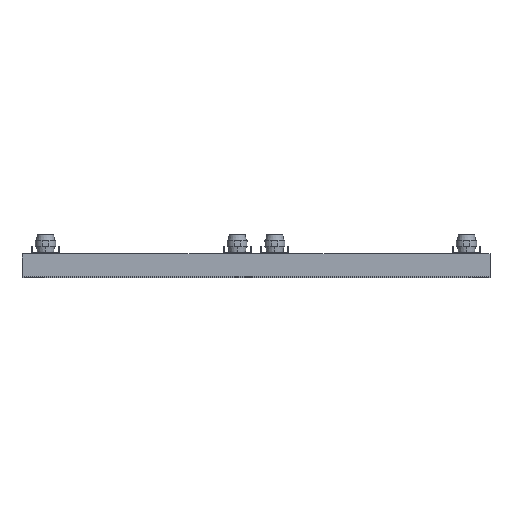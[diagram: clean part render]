
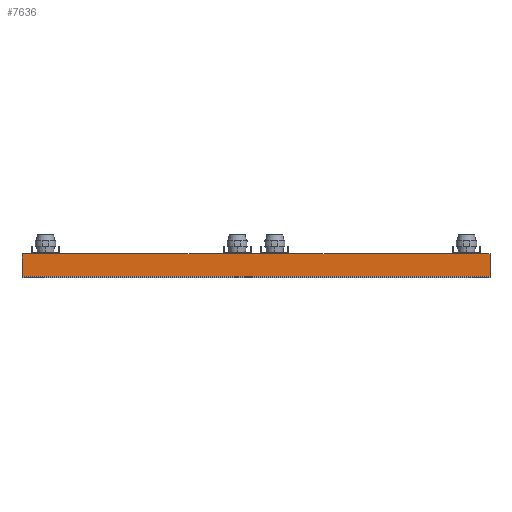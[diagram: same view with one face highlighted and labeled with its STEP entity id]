
A CAD part, top view. The second image highlights one B-rep face of the part: STEP entity #7636.
In plain terms, the highlighted planar face has unit normal (0, 0, 1).
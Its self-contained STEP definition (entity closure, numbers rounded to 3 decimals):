
#23 = LINE ( 'NONE', #12792, #7562 ) ;
#508 = CARTESIAN_POINT ( 'NONE',  ( 50., 2., -24. ) ) ;
#634 = DIRECTION ( 'NONE',  ( 1., 0., 0. ) ) ;
#673 = DIRECTION ( 'NONE',  ( 1., 0., 0. ) ) ;
#804 = VERTEX_POINT ( 'NONE', #11021 ) ;
#1137 = EDGE_CURVE ( 'NONE', #6083, #12614, #11368, .T. ) ;
#1326 = LINE ( 'NONE', #9022, #11463 ) ;
#1355 = ORIENTED_EDGE ( 'NONE', *, *, #4229, .F. ) ;
#1416 = ORIENTED_EDGE ( 'NONE', *, *, #11057, .F. ) ;
#1510 = VERTEX_POINT ( 'NONE', #10149 ) ;
#1532 = LINE ( 'NONE', #10674, #4305 ) ;
#1600 = CARTESIAN_POINT ( 'NONE',  ( 1046., 2., -24. ) ) ;
#1911 = DIRECTION ( 'NONE',  ( 1., 0., 0. ) ) ;
#1997 = VECTOR ( 'NONE', #2641, 1000. ) ;
#2058 = EDGE_CURVE ( 'NONE', #6568, #1510, #13078, .T. ) ;
#2273 = DIRECTION ( 'NONE',  ( 1., 0., 0. ) ) ;
#2402 = VERTEX_POINT ( 'NONE', #4287 ) ;
#2467 = DIRECTION ( 'NONE',  ( 1., 0., 0. ) ) ;
#2566 = DIRECTION ( 'NONE',  ( 0., 1., 0. ) ) ;
#2641 = DIRECTION ( 'NONE',  ( 0., 1., 0. ) ) ;
#2940 = VECTOR ( 'NONE', #9845, 1000. ) ;
#3078 = ORIENTED_EDGE ( 'NONE', *, *, #7986, .F. ) ;
#3082 = CARTESIAN_POINT ( 'NONE',  ( 70., 50., -24. ) ) ;
#3090 = VERTEX_POINT ( 'NONE', #3401 ) ;
#3133 = VERTEX_POINT ( 'NONE', #508 ) ;
#3367 = DIRECTION ( 'NONE',  ( 1., 0., 0. ) ) ;
#3401 = CARTESIAN_POINT ( 'NONE',  ( 538., 50., -24. ) ) ;
#3582 = ORIENTED_EDGE ( 'NONE', *, *, #1137, .F. ) ;
#3749 = EDGE_CURVE ( 'NONE', #12614, #3090, #6943, .T. ) ;
#3902 = VERTEX_POINT ( 'NONE', #3082 ) ;
#3907 = VECTOR ( 'NONE', #2467, 1000. ) ;
#4090 = EDGE_CURVE ( 'NONE', #2402, #7085, #23, .T. ) ;
#4229 = EDGE_CURVE ( 'NONE', #7085, #804, #1326, .T. ) ;
#4267 = LINE ( 'NONE', #6296, #5067 ) ;
#4287 = CARTESIAN_POINT ( 'NONE',  ( 558., 50., -24. ) ) ;
#4305 = VECTOR ( 'NONE', #2566, 1000. ) ;
#4408 = CARTESIAN_POINT ( 'NONE',  ( 1046., 50., -24. ) ) ;
#4467 = LINE ( 'NONE', #4408, #9856 ) ;
#4843 = LINE ( 'NONE', #5430, #7274 ) ;
#5067 = VECTOR ( 'NONE', #7319, 1000. ) ;
#5356 = EDGE_CURVE ( 'NONE', #3090, #2402, #5989, .T. ) ;
#5430 = CARTESIAN_POINT ( 'NONE',  ( 50., 50., -24. ) ) ;
#5798 = CARTESIAN_POINT ( 'NONE',  ( 1046., 2., -24. ) ) ;
#5989 = LINE ( 'NONE', #7421, #6308 ) ;
#6006 = LINE ( 'NONE', #12794, #2940 ) ;
#6056 = AXIS2_PLACEMENT_3D ( 'NONE', #5798, #6822, #673 ) ;
#6083 = VERTEX_POINT ( 'NONE', #10803 ) ;
#6125 = EDGE_LOOP ( 'NONE', ( #10627, #1416, #9825, #11235, #9916, #8689, #1355, #12401, #11421, #10511, #3582, #3078 ) ) ;
#6296 = CARTESIAN_POINT ( 'NONE',  ( 50., 50., -24. ) ) ;
#6308 = VECTOR ( 'NONE', #2273, 1000. ) ;
#6369 = EDGE_CURVE ( 'NONE', #8665, #3902, #4267, .T. ) ;
#6487 = CARTESIAN_POINT ( 'NONE',  ( 618., 50., -24. ) ) ;
#6568 = VERTEX_POINT ( 'NONE', #7640 ) ;
#6620 = VECTOR ( 'NONE', #634, 1000. ) ;
#6635 = LINE ( 'NONE', #8599, #3907 ) ;
#6743 = CARTESIAN_POINT ( 'NONE',  ( 50., 50., -24. ) ) ;
#6822 = DIRECTION ( 'NONE',  ( 0., 0., 1. ) ) ;
#6943 = LINE ( 'NONE', #10742, #6620 ) ;
#7085 = VERTEX_POINT ( 'NONE', #6487 ) ;
#7116 = EDGE_CURVE ( 'NONE', #12470, #1510, #6635, .T. ) ;
#7274 = VECTOR ( 'NONE', #8448, 1000. ) ;
#7319 = DIRECTION ( 'NONE',  ( 1., 0., 0. ) ) ;
#7421 = CARTESIAN_POINT ( 'NONE',  ( 50., 50., -24. ) ) ;
#7562 = VECTOR ( 'NONE', #9842, 1000. ) ;
#7636 = ADVANCED_FACE ( 'NONE', ( #8363 ), #11797, .T. ) ;
#7640 = CARTESIAN_POINT ( 'NONE',  ( 1046., 2., -24. ) ) ;
#7649 = EDGE_CURVE ( 'NONE', #3133, #6568, #6006, .T. ) ;
#7986 = EDGE_CURVE ( 'NONE', #3902, #6083, #4843, .T. ) ;
#8363 = FACE_OUTER_BOUND ( 'NONE', #6125, .T. ) ;
#8448 = DIRECTION ( 'NONE',  ( 1., 0., 0. ) ) ;
#8481 = CARTESIAN_POINT ( 'NONE',  ( 1026., 50., -24. ) ) ;
#8599 = CARTESIAN_POINT ( 'NONE',  ( 50., 50., -24. ) ) ;
#8665 = VERTEX_POINT ( 'NONE', #6743 ) ;
#8689 = ORIENTED_EDGE ( 'NONE', *, *, #10408, .F. ) ;
#9022 = CARTESIAN_POINT ( 'NONE',  ( 50., 50., -24. ) ) ;
#9825 = ORIENTED_EDGE ( 'NONE', *, *, #7649, .T. ) ;
#9842 = DIRECTION ( 'NONE',  ( 1., 0., 0. ) ) ;
#9845 = DIRECTION ( 'NONE',  ( 1., 0., 0. ) ) ;
#9856 = VECTOR ( 'NONE', #3367, 1000. ) ;
#9866 = CARTESIAN_POINT ( 'NONE',  ( 478., 50., -24. ) ) ;
#9916 = ORIENTED_EDGE ( 'NONE', *, *, #7116, .F. ) ;
#10120 = CARTESIAN_POINT ( 'NONE',  ( 50., 50., -24. ) ) ;
#10149 = CARTESIAN_POINT ( 'NONE',  ( 1046., 50., -24. ) ) ;
#10408 = EDGE_CURVE ( 'NONE', #804, #12470, #4467, .T. ) ;
#10511 = ORIENTED_EDGE ( 'NONE', *, *, #3749, .F. ) ;
#10627 = ORIENTED_EDGE ( 'NONE', *, *, #6369, .F. ) ;
#10674 = CARTESIAN_POINT ( 'NONE',  ( 50., 2., -24. ) ) ;
#10736 = VECTOR ( 'NONE', #1911, 1000. ) ;
#10742 = CARTESIAN_POINT ( 'NONE',  ( 50., 50., -24. ) ) ;
#10803 = CARTESIAN_POINT ( 'NONE',  ( 130., 50., -24. ) ) ;
#11021 = CARTESIAN_POINT ( 'NONE',  ( 966., 50., -24. ) ) ;
#11057 = EDGE_CURVE ( 'NONE', #3133, #8665, #1532, .T. ) ;
#11235 = ORIENTED_EDGE ( 'NONE', *, *, #2058, .T. ) ;
#11368 = LINE ( 'NONE', #10120, #10736 ) ;
#11421 = ORIENTED_EDGE ( 'NONE', *, *, #5356, .F. ) ;
#11463 = VECTOR ( 'NONE', #13015, 1000. ) ;
#11797 = PLANE ( 'NONE',  #6056 ) ;
#12401 = ORIENTED_EDGE ( 'NONE', *, *, #4090, .F. ) ;
#12470 = VERTEX_POINT ( 'NONE', #8481 ) ;
#12614 = VERTEX_POINT ( 'NONE', #9866 ) ;
#12792 = CARTESIAN_POINT ( 'NONE',  ( 1046., 50., -24. ) ) ;
#12794 = CARTESIAN_POINT ( 'NONE',  ( 50., 2., -24. ) ) ;
#13015 = DIRECTION ( 'NONE',  ( 1., 0., 0. ) ) ;
#13078 = LINE ( 'NONE', #1600, #1997 ) ;
